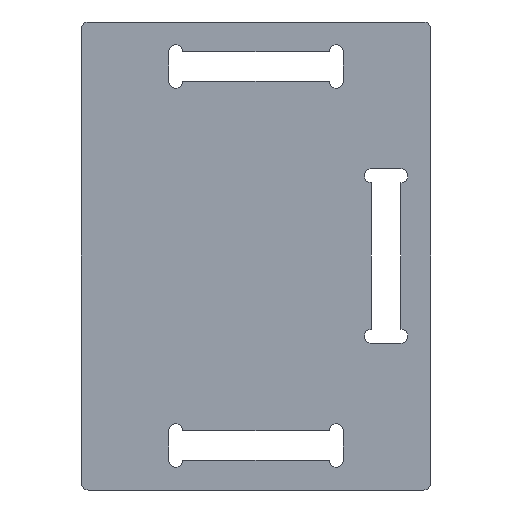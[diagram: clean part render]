
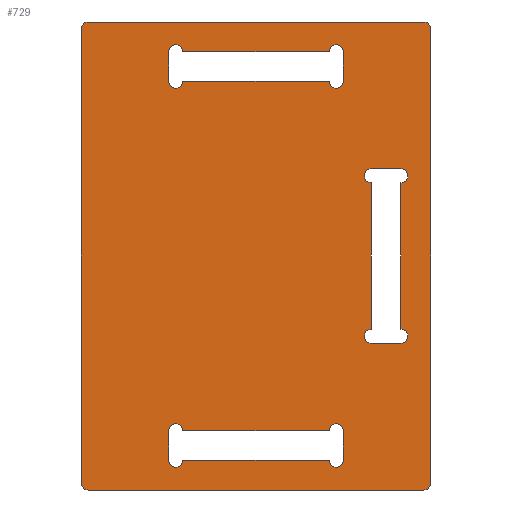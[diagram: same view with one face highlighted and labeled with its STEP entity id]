
A CAD part, left-side view. The second image highlights one B-rep face of the part: STEP entity #729.
In plain terms, the highlighted planar face has unit normal (-1, 0, 0).
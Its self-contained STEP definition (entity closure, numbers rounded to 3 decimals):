
#16=FACE_BOUND('',#116,.T.);
#17=FACE_BOUND('',#117,.T.);
#18=FACE_BOUND('',#118,.T.);
#23=CIRCLE('',#775,2.);
#24=CIRCLE('',#778,2.);
#25=CIRCLE('',#779,2.);
#26=CIRCLE('',#780,2.);
#27=CIRCLE('',#781,2.);
#28=CIRCLE('',#782,2.);
#29=CIRCLE('',#783,2.);
#30=CIRCLE('',#784,2.);
#31=CIRCLE('',#785,2.);
#32=CIRCLE('',#786,2.);
#33=CIRCLE('',#787,2.);
#34=CIRCLE('',#788,2.);
#35=CIRCLE('',#789,2.);
#36=CIRCLE('',#790,2.);
#37=CIRCLE('',#791,2.);
#38=CIRCLE('',#792,2.);
#77=FACE_OUTER_BOUND('',#115,.T.);
#115=EDGE_LOOP('',(#516,#517,#518,#519,#520,#521,#522,#523));
#116=EDGE_LOOP('',(#524,#525,#526,#527,#528,#529,#530,#531));
#117=EDGE_LOOP('',(#532,#533,#534,#535,#536,#537,#538,#539));
#118=EDGE_LOOP('',(#540,#541,#542,#543,#544,#545,#546,#547));
#165=LINE('',#1086,#241);
#170=LINE('',#1101,#246);
#173=LINE('',#1107,#249);
#174=LINE('',#1111,#250);
#175=LINE('',#1116,#251);
#176=LINE('',#1120,#252);
#177=LINE('',#1124,#253);
#178=LINE('',#1128,#254);
#179=LINE('',#1132,#255);
#180=LINE('',#1136,#256);
#181=LINE('',#1140,#257);
#182=LINE('',#1144,#258);
#183=LINE('',#1148,#259);
#184=LINE('',#1152,#260);
#185=LINE('',#1156,#261);
#186=LINE('',#1160,#262);
#241=VECTOR('',#863,10.);
#246=VECTOR('',#876,10.);
#249=VECTOR('',#881,10.);
#250=VECTOR('',#884,10.);
#251=VECTOR('',#889,10.);
#252=VECTOR('',#892,10.);
#253=VECTOR('',#895,10.);
#254=VECTOR('',#898,10.);
#255=VECTOR('',#901,10.);
#256=VECTOR('',#904,10.);
#257=VECTOR('',#907,10.);
#258=VECTOR('',#910,10.);
#259=VECTOR('',#913,10.);
#260=VECTOR('',#916,10.);
#261=VECTOR('',#919,10.);
#262=VECTOR('',#922,10.);
#313=VERTEX_POINT('',#1083);
#314=VERTEX_POINT('',#1085);
#318=VERTEX_POINT('',#1094);
#319=VERTEX_POINT('',#1096);
#320=VERTEX_POINT('',#1100);
#322=VERTEX_POINT('',#1106);
#323=VERTEX_POINT('',#1108);
#324=VERTEX_POINT('',#1110);
#325=VERTEX_POINT('',#1114);
#326=VERTEX_POINT('',#1115);
#327=VERTEX_POINT('',#1117);
#328=VERTEX_POINT('',#1119);
#329=VERTEX_POINT('',#1121);
#330=VERTEX_POINT('',#1123);
#331=VERTEX_POINT('',#1125);
#332=VERTEX_POINT('',#1127);
#333=VERTEX_POINT('',#1130);
#334=VERTEX_POINT('',#1131);
#335=VERTEX_POINT('',#1133);
#336=VERTEX_POINT('',#1135);
#337=VERTEX_POINT('',#1137);
#338=VERTEX_POINT('',#1139);
#339=VERTEX_POINT('',#1141);
#340=VERTEX_POINT('',#1143);
#341=VERTEX_POINT('',#1146);
#342=VERTEX_POINT('',#1147);
#343=VERTEX_POINT('',#1149);
#344=VERTEX_POINT('',#1151);
#345=VERTEX_POINT('',#1153);
#346=VERTEX_POINT('',#1155);
#347=VERTEX_POINT('',#1157);
#348=VERTEX_POINT('',#1159);
#389=EDGE_CURVE('',#313,#314,#165,.T.);
#394=EDGE_CURVE('',#318,#319,#23,.T.);
#396=EDGE_CURVE('',#319,#320,#170,.T.);
#399=EDGE_CURVE('',#322,#318,#173,.T.);
#400=EDGE_CURVE('',#323,#322,#24,.T.);
#401=EDGE_CURVE('',#324,#323,#174,.T.);
#402=EDGE_CURVE('',#314,#324,#25,.T.);
#403=EDGE_CURVE('',#320,#313,#26,.T.);
#404=EDGE_CURVE('',#325,#326,#175,.T.);
#405=EDGE_CURVE('',#326,#327,#27,.T.);
#406=EDGE_CURVE('',#327,#328,#176,.T.);
#407=EDGE_CURVE('',#328,#329,#28,.T.);
#408=EDGE_CURVE('',#329,#330,#177,.T.);
#409=EDGE_CURVE('',#330,#331,#29,.T.);
#410=EDGE_CURVE('',#331,#332,#178,.T.);
#411=EDGE_CURVE('',#332,#325,#30,.T.);
#412=EDGE_CURVE('',#333,#334,#179,.T.);
#413=EDGE_CURVE('',#334,#335,#31,.T.);
#414=EDGE_CURVE('',#335,#336,#180,.T.);
#415=EDGE_CURVE('',#336,#337,#32,.T.);
#416=EDGE_CURVE('',#337,#338,#181,.T.);
#417=EDGE_CURVE('',#338,#339,#33,.T.);
#418=EDGE_CURVE('',#339,#340,#182,.T.);
#419=EDGE_CURVE('',#340,#333,#34,.T.);
#420=EDGE_CURVE('',#341,#342,#183,.T.);
#421=EDGE_CURVE('',#342,#343,#35,.T.);
#422=EDGE_CURVE('',#343,#344,#184,.T.);
#423=EDGE_CURVE('',#344,#345,#36,.T.);
#424=EDGE_CURVE('',#345,#346,#185,.T.);
#425=EDGE_CURVE('',#346,#347,#37,.T.);
#426=EDGE_CURVE('',#347,#348,#186,.T.);
#427=EDGE_CURVE('',#348,#341,#38,.T.);
#516=ORIENTED_EDGE('',*,*,#394,.F.);
#517=ORIENTED_EDGE('',*,*,#399,.F.);
#518=ORIENTED_EDGE('',*,*,#400,.F.);
#519=ORIENTED_EDGE('',*,*,#401,.F.);
#520=ORIENTED_EDGE('',*,*,#402,.F.);
#521=ORIENTED_EDGE('',*,*,#389,.F.);
#522=ORIENTED_EDGE('',*,*,#403,.F.);
#523=ORIENTED_EDGE('',*,*,#396,.F.);
#524=ORIENTED_EDGE('',*,*,#404,.T.);
#525=ORIENTED_EDGE('',*,*,#405,.T.);
#526=ORIENTED_EDGE('',*,*,#406,.T.);
#527=ORIENTED_EDGE('',*,*,#407,.T.);
#528=ORIENTED_EDGE('',*,*,#408,.T.);
#529=ORIENTED_EDGE('',*,*,#409,.T.);
#530=ORIENTED_EDGE('',*,*,#410,.T.);
#531=ORIENTED_EDGE('',*,*,#411,.T.);
#532=ORIENTED_EDGE('',*,*,#412,.T.);
#533=ORIENTED_EDGE('',*,*,#413,.T.);
#534=ORIENTED_EDGE('',*,*,#414,.T.);
#535=ORIENTED_EDGE('',*,*,#415,.T.);
#536=ORIENTED_EDGE('',*,*,#416,.T.);
#537=ORIENTED_EDGE('',*,*,#417,.T.);
#538=ORIENTED_EDGE('',*,*,#418,.T.);
#539=ORIENTED_EDGE('',*,*,#419,.T.);
#540=ORIENTED_EDGE('',*,*,#420,.T.);
#541=ORIENTED_EDGE('',*,*,#421,.T.);
#542=ORIENTED_EDGE('',*,*,#422,.T.);
#543=ORIENTED_EDGE('',*,*,#423,.T.);
#544=ORIENTED_EDGE('',*,*,#424,.T.);
#545=ORIENTED_EDGE('',*,*,#425,.T.);
#546=ORIENTED_EDGE('',*,*,#426,.T.);
#547=ORIENTED_EDGE('',*,*,#427,.T.);
#706=PLANE('',#777);
#729=ADVANCED_FACE('',(#77,#16,#17,#18),#706,.F.);
#775=AXIS2_PLACEMENT_3D('',#1097,#871,#872);
#777=AXIS2_PLACEMENT_3D('',#1105,#879,#880);
#778=AXIS2_PLACEMENT_3D('',#1109,#882,#883);
#779=AXIS2_PLACEMENT_3D('',#1112,#885,#886);
#780=AXIS2_PLACEMENT_3D('',#1113,#887,#888);
#781=AXIS2_PLACEMENT_3D('',#1118,#890,#891);
#782=AXIS2_PLACEMENT_3D('',#1122,#893,#894);
#783=AXIS2_PLACEMENT_3D('',#1126,#896,#897);
#784=AXIS2_PLACEMENT_3D('',#1129,#899,#900);
#785=AXIS2_PLACEMENT_3D('',#1134,#902,#903);
#786=AXIS2_PLACEMENT_3D('',#1138,#905,#906);
#787=AXIS2_PLACEMENT_3D('',#1142,#908,#909);
#788=AXIS2_PLACEMENT_3D('',#1145,#911,#912);
#789=AXIS2_PLACEMENT_3D('',#1150,#914,#915);
#790=AXIS2_PLACEMENT_3D('',#1154,#917,#918);
#791=AXIS2_PLACEMENT_3D('',#1158,#920,#921);
#792=AXIS2_PLACEMENT_3D('',#1161,#923,#924);
#863=DIRECTION('',(0.,0.,1.));
#871=DIRECTION('center_axis',(1.,0.,0.));
#872=DIRECTION('ref_axis',(0.,-0.707,-0.707));
#876=DIRECTION('',(0.,1.,0.));
#879=DIRECTION('center_axis',(1.,0.,0.));
#880=DIRECTION('ref_axis',(0.,0.,-1.));
#881=DIRECTION('',(0.,0.,-1.));
#882=DIRECTION('center_axis',(1.,0.,0.));
#883=DIRECTION('ref_axis',(0.,-0.707,0.707));
#884=DIRECTION('',(0.,-1.,0.));
#885=DIRECTION('center_axis',(1.,0.,0.));
#886=DIRECTION('ref_axis',(0.,0.707,0.707));
#887=DIRECTION('center_axis',(1.,0.,0.));
#888=DIRECTION('ref_axis',(0.,0.707,-0.707));
#889=DIRECTION('',(0.,-1.,0.));
#890=DIRECTION('center_axis',(1.,0.,0.));
#891=DIRECTION('ref_axis',(0.,0.,1.));
#892=DIRECTION('',(0.,0.,-1.));
#893=DIRECTION('center_axis',(1.,0.,0.));
#894=DIRECTION('ref_axis',(0.,0.,1.));
#895=DIRECTION('',(0.,1.,0.));
#896=DIRECTION('center_axis',(1.,0.,0.));
#897=DIRECTION('ref_axis',(0.,0.,-1.));
#898=DIRECTION('',(0.,0.,1.));
#899=DIRECTION('center_axis',(1.,0.,0.));
#900=DIRECTION('ref_axis',(0.,0.,-1.));
#901=DIRECTION('',(0.,1.,0.));
#902=DIRECTION('center_axis',(1.,0.,0.));
#903=DIRECTION('ref_axis',(0.,1.,0.));
#904=DIRECTION('',(0.,0.,1.));
#905=DIRECTION('center_axis',(1.,0.,0.));
#906=DIRECTION('ref_axis',(0.,-1.,0.));
#907=DIRECTION('',(0.,-1.,0.));
#908=DIRECTION('center_axis',(1.,0.,0.));
#909=DIRECTION('ref_axis',(0.,-1.,0.));
#910=DIRECTION('',(0.,0.,-1.));
#911=DIRECTION('center_axis',(1.,0.,0.));
#912=DIRECTION('ref_axis',(0.,1.,0.));
#913=DIRECTION('',(0.,0.,1.));
#914=DIRECTION('center_axis',(1.,0.,0.));
#915=DIRECTION('ref_axis',(0.,1.,0.));
#916=DIRECTION('',(0.,-1.,0.));
#917=DIRECTION('center_axis',(1.,0.,0.));
#918=DIRECTION('ref_axis',(0.,1.,0.));
#919=DIRECTION('',(0.,0.,-1.));
#920=DIRECTION('center_axis',(1.,0.,0.));
#921=DIRECTION('ref_axis',(0.,-1.,0.));
#922=DIRECTION('',(0.,1.,0.));
#923=DIRECTION('center_axis',(1.,0.,0.));
#924=DIRECTION('ref_axis',(0.,-1.,0.));
#1083=CARTESIAN_POINT('',(0.,50.,-65.));
#1085=CARTESIAN_POINT('',(0.,50.,65.));
#1086=CARTESIAN_POINT('',(0.,50.,-67.));
#1094=CARTESIAN_POINT('',(0.,-50.,-65.));
#1096=CARTESIAN_POINT('',(0.,-48.,-67.));
#1097=CARTESIAN_POINT('Origin',(0.,-48.,-65.));
#1100=CARTESIAN_POINT('',(0.,48.,-67.));
#1101=CARTESIAN_POINT('',(0.,-50.,-67.));
#1105=CARTESIAN_POINT('Origin',(0.,0.,0.));
#1106=CARTESIAN_POINT('',(0.,-50.,65.));
#1107=CARTESIAN_POINT('',(0.,-50.,67.));
#1108=CARTESIAN_POINT('',(0.,-48.,67.));
#1109=CARTESIAN_POINT('Origin',(0.,-48.,65.));
#1110=CARTESIAN_POINT('',(0.,48.,67.));
#1111=CARTESIAN_POINT('',(0.,50.,67.));
#1112=CARTESIAN_POINT('Origin',(0.,48.,65.));
#1113=CARTESIAN_POINT('Origin',(0.,48.,-65.));
#1114=CARTESIAN_POINT('',(0.,-33.,25.));
#1115=CARTESIAN_POINT('',(0.,-41.5,25.));
#1116=CARTESIAN_POINT('',(0.,-20.75,25.));
#1117=CARTESIAN_POINT('',(0.,-41.5,21.));
#1118=CARTESIAN_POINT('Origin',(0.,-41.5,23.));
#1119=CARTESIAN_POINT('',(0.,-41.5,-21.));
#1120=CARTESIAN_POINT('',(0.,-41.5,-12.5));
#1121=CARTESIAN_POINT('',(0.,-41.5,-25.));
#1122=CARTESIAN_POINT('Origin',(0.,-41.5,-23.));
#1123=CARTESIAN_POINT('',(0.,-33.,-25.));
#1124=CARTESIAN_POINT('',(0.,-16.5,-25.));
#1125=CARTESIAN_POINT('',(0.,-33.,-21.));
#1126=CARTESIAN_POINT('Origin',(0.,-33.,-23.));
#1127=CARTESIAN_POINT('',(0.,-33.,21.));
#1128=CARTESIAN_POINT('',(0.,-33.,12.5));
#1129=CARTESIAN_POINT('Origin',(0.,-33.,23.));
#1130=CARTESIAN_POINT('',(0.,-21.,-58.5));
#1131=CARTESIAN_POINT('',(0.,21.,-58.5));
#1132=CARTESIAN_POINT('',(0.,-12.5,-58.5));
#1133=CARTESIAN_POINT('',(0.,25.,-58.5));
#1134=CARTESIAN_POINT('Origin',(0.,23.,-58.5));
#1135=CARTESIAN_POINT('',(0.,25.,-50.));
#1136=CARTESIAN_POINT('',(0.,25.,-29.25));
#1137=CARTESIAN_POINT('',(0.,21.,-50.));
#1138=CARTESIAN_POINT('Origin',(0.,23.,-50.));
#1139=CARTESIAN_POINT('',(0.,-21.,-50.));
#1140=CARTESIAN_POINT('',(0.,12.5,-50.));
#1141=CARTESIAN_POINT('',(0.,-25.,-50.));
#1142=CARTESIAN_POINT('Origin',(0.,-23.,-50.));
#1143=CARTESIAN_POINT('',(0.,-25.,-58.5));
#1144=CARTESIAN_POINT('',(0.,-25.,-25.));
#1145=CARTESIAN_POINT('Origin',(0.,-23.,-58.5));
#1146=CARTESIAN_POINT('',(0.,25.,50.));
#1147=CARTESIAN_POINT('',(0.,25.,58.5));
#1148=CARTESIAN_POINT('',(0.,25.,29.25));
#1149=CARTESIAN_POINT('',(0.,21.,58.5));
#1150=CARTESIAN_POINT('Origin',(0.,23.,58.5));
#1151=CARTESIAN_POINT('',(0.,-21.,58.5));
#1152=CARTESIAN_POINT('',(0.,-12.5,58.5));
#1153=CARTESIAN_POINT('',(0.,-25.,58.5));
#1154=CARTESIAN_POINT('Origin',(0.,-23.,58.5));
#1155=CARTESIAN_POINT('',(0.,-25.,50.));
#1156=CARTESIAN_POINT('',(0.,-25.,25.));
#1157=CARTESIAN_POINT('',(0.,-21.,50.));
#1158=CARTESIAN_POINT('Origin',(0.,-23.,50.));
#1159=CARTESIAN_POINT('',(0.,21.,50.));
#1160=CARTESIAN_POINT('',(0.,12.5,50.));
#1161=CARTESIAN_POINT('Origin',(0.,23.,50.));
